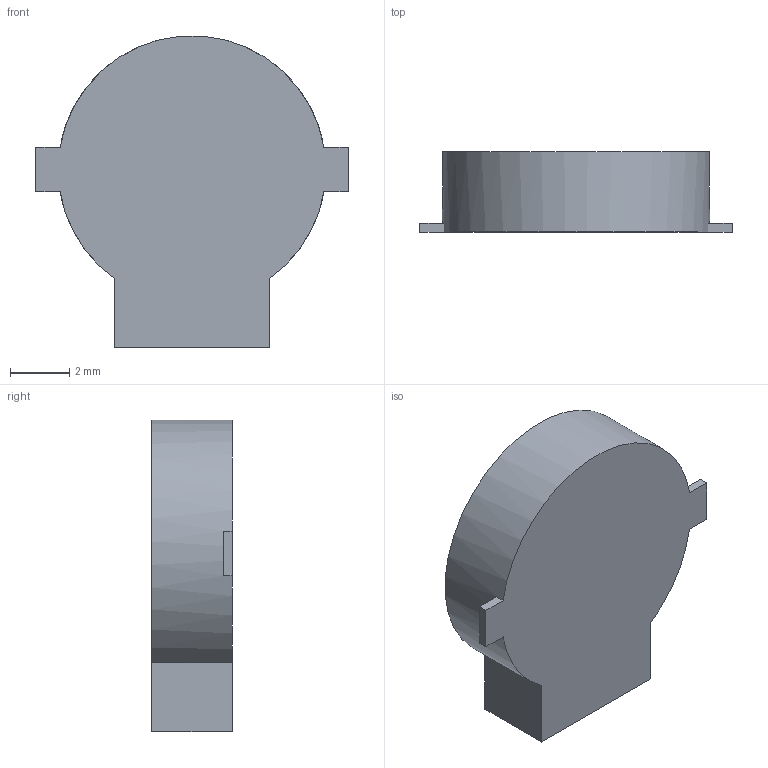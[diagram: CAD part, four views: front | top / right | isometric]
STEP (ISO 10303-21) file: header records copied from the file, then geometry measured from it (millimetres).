
FILE_DESCRIPTION (( 'STEP AP214' ), '1' );
FILE_NAME ('SMT-1127-S-R.STEP', '2022-03-29T08:36:43', ( '' ), ( '' ), 'SwSTEP 2.0', 'SolidWorks 2021', '' );
FILE_SCHEMA (( 'AUTOMOTIVE_DESIGN' ));
Length unit declared in the file: millimetre
Products named in the file (1): SMT-1127-S-R
Bounding box: 10.5 x 2.7 x 10.48 mm (x, y, z)
Volume: 171.2 mm3; surface area: 275.3 mm2
Topology: 1 solids, 1 shells, 19 faces, 48 edges, 32 vertices
Faces by surface type: plane 18, cylinder 1
Entity records: 811 total; most frequent: CARTESIAN_POINT 100, ORIENTED_EDGE 96, DIRECTION 94, EDGE_CURVE 48, LINE 42, VECTOR 42, VERTEX_POINT 32, AXIS2_PLACEMENT_3D 26
